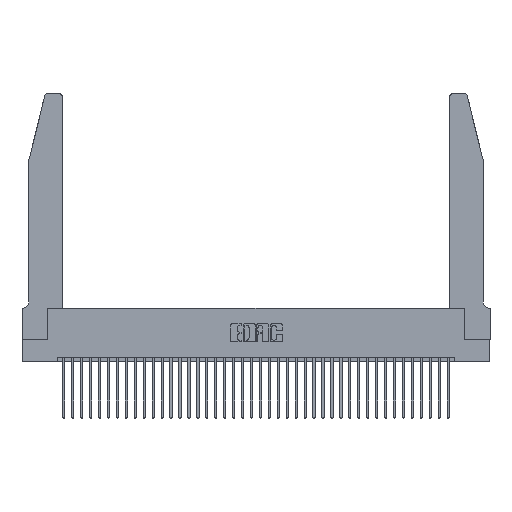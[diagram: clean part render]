
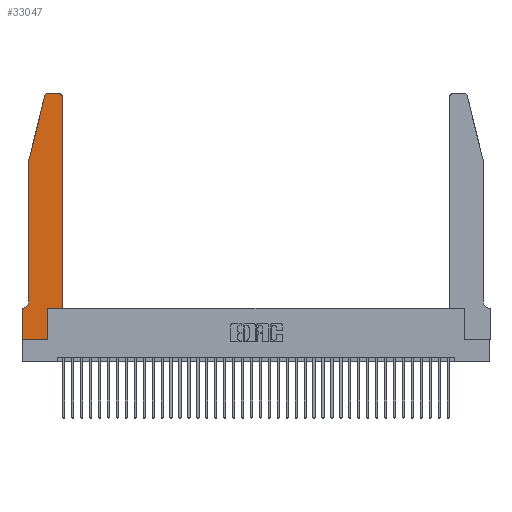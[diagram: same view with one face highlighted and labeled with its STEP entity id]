
A CAD part, top view. The second image highlights one B-rep face of the part: STEP entity #33047.
In plain terms, the highlighted planar face has unit normal (0, 0, 1).
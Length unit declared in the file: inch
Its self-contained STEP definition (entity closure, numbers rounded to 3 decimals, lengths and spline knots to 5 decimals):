
#14 = LINE ( 'NONE', #39007, #23083 ) ;
#338 = CARTESIAN_POINT ( 'NONE',  ( 0.2605, 2.75, 0.37 ) ) ;
#391 = LINE ( 'NONE', #29409, #36740 ) ;
#572 = CIRCLE ( 'NONE', #12377, 0.03 ) ;
#1462 = DIRECTION ( 'NONE',  ( 0., -1., 0. ) ) ;
#2255 = CARTESIAN_POINT ( 'NONE',  ( 0.25487, 2.72718, 0.37 ) ) ;
#2302 = CARTESIAN_POINT ( 'NONE',  ( 0., 0., 0.37 ) ) ;
#2827 = DIRECTION ( 'NONE',  ( -1., 0., 0. ) ) ;
#4246 = PLANE ( 'NONE',  #21461 ) ;
#4794 = CARTESIAN_POINT ( 'NONE',  ( 0.4205, 2.75, 0.37 ) ) ;
#4888 = ORIENTED_EDGE ( 'NONE', *, *, #37629, .T. ) ;
#5705 = EDGE_CURVE ( 'NONE', #36409, #15827, #11309, .T. ) ;
#5835 = LINE ( 'NONE', #21806, #19064 ) ;
#6262 = DIRECTION ( 'NONE',  ( -1., 0., 0. ) ) ;
#6568 = ORIENTED_EDGE ( 'NONE', *, *, #38815, .T. ) ;
#6635 = CARTESIAN_POINT ( 'NONE',  ( 0., 0.35, 0.37 ) ) ;
#7286 = ORIENTED_EDGE ( 'NONE', *, *, #9255, .T. ) ;
#7835 = CARTESIAN_POINT ( 'NONE',  ( 0., 0., 0.37 ) ) ;
#7981 = DIRECTION ( 'NONE',  ( 1., 0., 0. ) ) ;
#8725 = VECTOR ( 'NONE', #35665, 39.37008 ) ;
#8783 = VERTEX_POINT ( 'NONE', #9502 ) ;
#9255 = EDGE_CURVE ( 'NONE', #20335, #31997, #5835, .T. ) ;
#9502 = CARTESIAN_POINT ( 'NONE',  ( 0.4505, 0.35, 0.37 ) ) ;
#10082 = VECTOR ( 'NONE', #1462, 39.37008 ) ;
#10139 = ORIENTED_EDGE ( 'NONE', *, *, #19054, .T. ) ;
#11073 = CARTESIAN_POINT ( 'NONE',  ( 0.0755, 0.42, 0.37 ) ) ;
#11088 = VERTEX_POINT ( 'NONE', #7835 ) ;
#11309 = CIRCLE ( 'NONE', #11781, 0.07 ) ;
#11640 = CIRCLE ( 'NONE', #31710, 0.03 ) ;
#11781 = AXIS2_PLACEMENT_3D ( 'NONE', #28995, #16947, #32027 ) ;
#11827 = DIRECTION ( 'NONE',  ( 0., 0., 1. ) ) ;
#12377 = AXIS2_PLACEMENT_3D ( 'NONE', #26016, #14400, #7981 ) ;
#12844 = VECTOR ( 'NONE', #6262, 39.37008 ) ;
#13462 = DIRECTION ( 'NONE',  ( 0., 0., 1. ) ) ;
#13502 = DIRECTION ( 'NONE',  ( -0.239, -0.971, 0. ) ) ;
#13718 = ORIENTED_EDGE ( 'NONE', *, *, #30838, .T. ) ;
#13730 = ORIENTED_EDGE ( 'NONE', *, *, #20884, .T. ) ;
#14334 = ORIENTED_EDGE ( 'NONE', *, *, #24673, .T. ) ;
#14400 = DIRECTION ( 'NONE',  ( 0., 0., 1. ) ) ;
#14611 = CARTESIAN_POINT ( 'NONE',  ( 0.284, 2.72, 0.37 ) ) ;
#14765 = CARTESIAN_POINT ( 'NONE',  ( 0.4505, 2.72, 0.37 ) ) ;
#15827 = VERTEX_POINT ( 'NONE', #16121 ) ;
#16121 = CARTESIAN_POINT ( 'NONE',  ( 0.0055, 0.35, 0.37 ) ) ;
#16947 = DIRECTION ( 'NONE',  ( 0., 0., -1. ) ) ;
#17223 = LINE ( 'NONE', #338, #37132 ) ;
#18015 = ORIENTED_EDGE ( 'NONE', *, *, #32888, .T. ) ;
#18085 = LINE ( 'NONE', #19489, #10082 ) ;
#18853 = EDGE_LOOP ( 'NONE', ( #4888, #23855, #7286, #14334, #19019, #21032, #6568, #28116, #10139, #13718, #18015, #13730 ) ) ;
#19019 = ORIENTED_EDGE ( 'NONE', *, *, #5705, .T. ) ;
#19054 = EDGE_CURVE ( 'NONE', #23267, #21948, #23790, .T. ) ;
#19064 = VECTOR ( 'NONE', #13502, 39.37008 ) ;
#19220 = VERTEX_POINT ( 'NONE', #14765 ) ;
#19489 = CARTESIAN_POINT ( 'NONE',  ( 0., 0., 0.37 ) ) ;
#20213 = DIRECTION ( 'NONE',  ( 1., 0., 0. ) ) ;
#20335 = VERTEX_POINT ( 'NONE', #2255 ) ;
#20884 = EDGE_CURVE ( 'NONE', #19220, #25561, #572, .T. ) ;
#21032 = ORIENTED_EDGE ( 'NONE', *, *, #29899, .T. ) ;
#21249 = DIRECTION ( 'NONE',  ( 0., 1., 0. ) ) ;
#21461 = AXIS2_PLACEMENT_3D ( 'NONE', #34236, #13462, #37500 ) ;
#21763 = CARTESIAN_POINT ( 'NONE',  ( 0.4505, 0.35, 0.37 ) ) ;
#21806 = CARTESIAN_POINT ( 'NONE',  ( 0.0755, 2., 0.37 ) ) ;
#21948 = VERTEX_POINT ( 'NONE', #37593 ) ;
#22330 = LINE ( 'NONE', #21763, #33240 ) ;
#23083 = VECTOR ( 'NONE', #36137, 39.37008 ) ;
#23267 = VERTEX_POINT ( 'NONE', #37371 ) ;
#23790 = LINE ( 'NONE', #35535, #8725 ) ;
#23855 = ORIENTED_EDGE ( 'NONE', *, *, #26326, .T. ) ;
#24673 = EDGE_CURVE ( 'NONE', #31997, #36409, #14, .T. ) ;
#25229 = CARTESIAN_POINT ( 'NONE',  ( 0.0755, 2., 0.37 ) ) ;
#25561 = VERTEX_POINT ( 'NONE', #4794 ) ;
#26016 = CARTESIAN_POINT ( 'NONE',  ( 0.4205, 2.72, 0.37 ) ) ;
#26244 = DIRECTION ( 'NONE',  ( 1., 0., 0. ) ) ;
#26326 = EDGE_CURVE ( 'NONE', #31855, #20335, #11640, .T. ) ;
#28116 = ORIENTED_EDGE ( 'NONE', *, *, #38916, .T. ) ;
#28445 = LINE ( 'NONE', #36637, #12844 ) ;
#28995 = CARTESIAN_POINT ( 'NONE',  ( 0.0055, 0.42, 0.37 ) ) ;
#29409 = CARTESIAN_POINT ( 'NONE',  ( 0.4505, 0.35, 0.37 ) ) ;
#29430 = FACE_OUTER_BOUND ( 'NONE', #18853, .T. ) ;
#29899 = EDGE_CURVE ( 'NONE', #15827, #32539, #28445, .T. ) ;
#30680 = CARTESIAN_POINT ( 'NONE',  ( 0.284, 2.75, 0.37 ) ) ;
#30838 = EDGE_CURVE ( 'NONE', #21948, #8783, #391, .T. ) ;
#31710 = AXIS2_PLACEMENT_3D ( 'NONE', #14611, #11827, #32965 ) ;
#31855 = VERTEX_POINT ( 'NONE', #30680 ) ;
#31997 = VERTEX_POINT ( 'NONE', #25229 ) ;
#32027 = DIRECTION ( 'NONE',  ( -1., 0., 0. ) ) ;
#32539 = VERTEX_POINT ( 'NONE', #6635 ) ;
#32888 = EDGE_CURVE ( 'NONE', #8783, #19220, #22330, .T. ) ;
#32965 = DIRECTION ( 'NONE',  ( 1., 0., 0. ) ) ;
#33047 = ADVANCED_FACE ( 'NONE', ( #29430 ), #4246, .T. ) ;
#33215 = LINE ( 'NONE', #2302, #34191 ) ;
#33240 = VECTOR ( 'NONE', #21249, 39.37008 ) ;
#34191 = VECTOR ( 'NONE', #20213, 39.37008 ) ;
#34236 = CARTESIAN_POINT ( 'NONE',  ( 0., 0.35, 0.37 ) ) ;
#35535 = CARTESIAN_POINT ( 'NONE',  ( 0.2865, 0.35, 0.37 ) ) ;
#35665 = DIRECTION ( 'NONE',  ( 0., 1., 0. ) ) ;
#36137 = DIRECTION ( 'NONE',  ( 0., -1., 0. ) ) ;
#36409 = VERTEX_POINT ( 'NONE', #11073 ) ;
#36637 = CARTESIAN_POINT ( 'NONE',  ( 0.0755, 0.35, 0.37 ) ) ;
#36740 = VECTOR ( 'NONE', #26244, 39.37008 ) ;
#37132 = VECTOR ( 'NONE', #2827, 39.37008 ) ;
#37371 = CARTESIAN_POINT ( 'NONE',  ( 0.2865, 0., 0.37 ) ) ;
#37500 = DIRECTION ( 'NONE',  ( 1., 0., 0. ) ) ;
#37593 = CARTESIAN_POINT ( 'NONE',  ( 0.2865, 0.35, 0.37 ) ) ;
#37629 = EDGE_CURVE ( 'NONE', #25561, #31855, #17223, .T. ) ;
#38815 = EDGE_CURVE ( 'NONE', #32539, #11088, #18085, .T. ) ;
#38916 = EDGE_CURVE ( 'NONE', #11088, #23267, #33215, .T. ) ;
#39007 = CARTESIAN_POINT ( 'NONE',  ( 0.0755, 2., 0.37 ) ) ;
